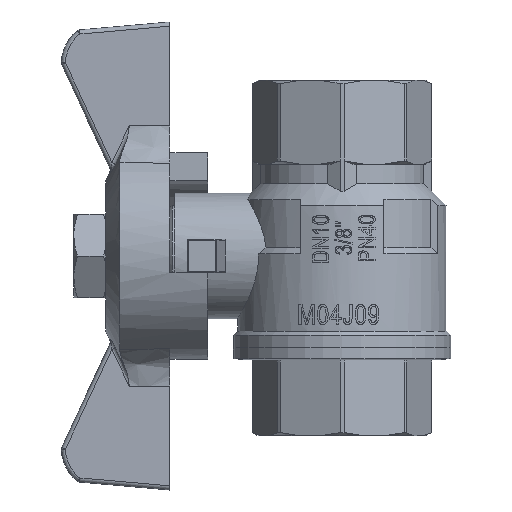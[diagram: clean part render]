
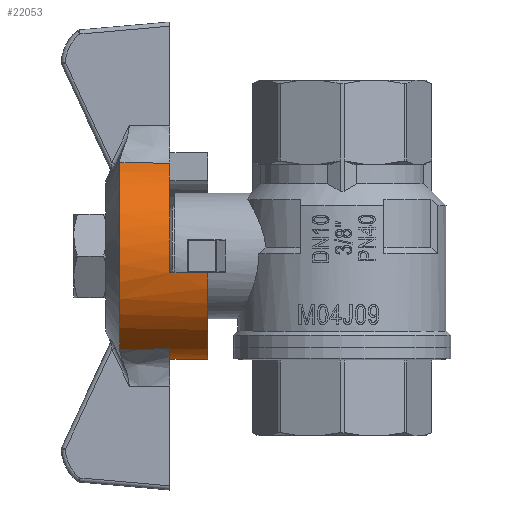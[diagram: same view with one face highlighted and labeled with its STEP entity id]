
A CAD part, left-side view. The second image highlights one B-rep face of the part: STEP entity #22053.
In plain terms, the highlighted cylindrical face has radius 12.5 mm (diameter 25 mm), a partial arc.
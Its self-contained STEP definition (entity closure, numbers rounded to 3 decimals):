
#47=ELLIPSE('',#31484,1137.569,12.5);
#48=ELLIPSE('',#31486,1137.569,12.5);
#1698=CYLINDRICAL_SURFACE('',#31482,12.5);
#1840=CIRCLE('',#31478,12.5);
#1843=CIRCLE('',#31483,12.5);
#1844=CIRCLE('',#31485,12.5);
#1845=CIRCLE('',#31487,12.5);
#2550=ORIENTED_EDGE('',*,*,#9566,.F.);
#2551=ORIENTED_EDGE('',*,*,#9567,.T.);
#2552=ORIENTED_EDGE('',*,*,#9568,.T.);
#2553=ORIENTED_EDGE('',*,*,#9569,.T.);
#2554=ORIENTED_EDGE('',*,*,#9570,.F.);
#2555=ORIENTED_EDGE('',*,*,#9571,.T.);
#2556=ORIENTED_EDGE('',*,*,#9561,.F.);
#2557=ORIENTED_EDGE('',*,*,#9572,.F.);
#9561=EDGE_CURVE('',#13074,#13071,#1840,.T.);
#9566=EDGE_CURVE('',#13079,#13080,#1843,.T.);
#9567=EDGE_CURVE('',#13079,#13081,#47,.F.);
#9568=EDGE_CURVE('',#13081,#13082,#1844,.T.);
#9569=EDGE_CURVE('',#13082,#13083,#48,.F.);
#9570=EDGE_CURVE('',#13084,#13083,#1845,.F.);
#9571=EDGE_CURVE('',#13084,#13071,#15407,.T.);
#9572=EDGE_CURVE('',#13080,#13074,#15408,.T.);
#13071=VERTEX_POINT('',#43412);
#13074=VERTEX_POINT('',#43417);
#13079=VERTEX_POINT('',#43430);
#13080=VERTEX_POINT('',#43431);
#13081=VERTEX_POINT('',#43433);
#13082=VERTEX_POINT('',#43435);
#13083=VERTEX_POINT('',#43437);
#13084=VERTEX_POINT('',#43439);
#15407=LINE('',#43440,#16777);
#15408=LINE('',#43441,#16778);
#16777=VECTOR('',#34839,1000.);
#16778=VECTOR('',#34840,1000.);
#18169=EDGE_LOOP('',(#2550,#2551,#2552,#2553,#2554,#2555,#2556,#2557));
#19579=FACE_BOUND('',#18169,.T.);
#22053=ADVANCED_FACE('',(#19579),#1698,.T.);
#31478=AXIS2_PLACEMENT_3D('',#43418,#34817,#34818);
#31482=AXIS2_PLACEMENT_3D('',#43428,#34827,#34828);
#31483=AXIS2_PLACEMENT_3D('',#43429,#34829,#34830);
#31484=AXIS2_PLACEMENT_3D('',#43432,#34831,#34832);
#31485=AXIS2_PLACEMENT_3D('',#43434,#34833,#34834);
#31486=AXIS2_PLACEMENT_3D('',#43436,#34835,#34836);
#31487=AXIS2_PLACEMENT_3D('',#43438,#34837,#34838);
#34817=DIRECTION('',(0.,0.,-1.));
#34818=DIRECTION('',(-1.,0.,0.));
#34827=DIRECTION('',(0.,0.,-1.));
#34828=DIRECTION('',(-1.,0.,0.));
#34829=DIRECTION('',(0.,0.,-1.));
#34830=DIRECTION('',(-1.,0.,0.));
#34831=DIRECTION('',(0.,1.,-0.011));
#34832=DIRECTION('',(0.,-0.011,-1.));
#34833=DIRECTION('',(0.,0.,-1.));
#34834=DIRECTION('',(-1.,0.,0.));
#34835=DIRECTION('',(0.,1.,-0.011));
#34836=DIRECTION('',(0.,-0.011,-1.));
#34837=DIRECTION('',(0.,0.,-1.));
#34838=DIRECTION('',(-1.,0.,0.));
#34839=DIRECTION('',(0.,0.,-1.));
#34840=DIRECTION('',(0.,0.,-1.));
#43412=CARTESIAN_POINT('',(-12.339,-2.,0.));
#43417=CARTESIAN_POINT('',(-2.,-12.339,0.));
#43418=CARTESIAN_POINT('',(0.,0.,0.));
#43428=CARTESIAN_POINT('',(0.,0.,54.));
#43429=CARTESIAN_POINT('',(0.,0.,4.5));
#43430=CARTESIAN_POINT('',(11.117,-5.715,4.5));
#43431=CARTESIAN_POINT('',(-2.,-12.339,4.5));
#43432=CARTESIAN_POINT('',(0.,0.,524.538));
#43433=CARTESIAN_POINT('',(11.151,-5.649,10.5));
#43434=CARTESIAN_POINT('',(0.,0.,10.5));
#43435=CARTESIAN_POINT('',(-11.151,-5.649,10.5));
#43436=CARTESIAN_POINT('',(0.,0.,524.538));
#43437=CARTESIAN_POINT('',(-11.117,-5.715,4.5));
#43438=CARTESIAN_POINT('',(0.,0.,4.5));
#43439=CARTESIAN_POINT('',(-12.339,-2.,4.5));
#43440=CARTESIAN_POINT('',(-12.339,-2.,4.5));
#43441=CARTESIAN_POINT('',(-2.,-12.339,4.5));
